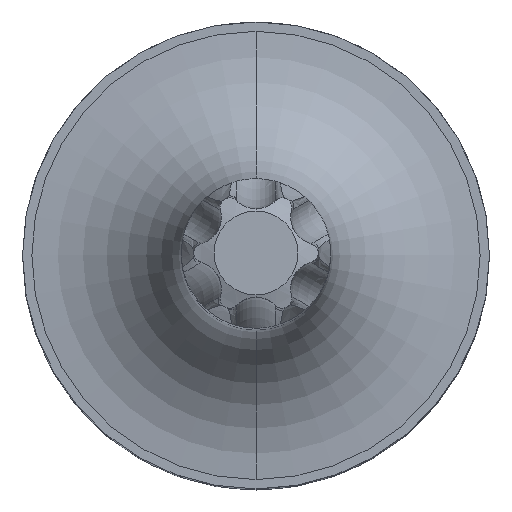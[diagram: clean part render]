
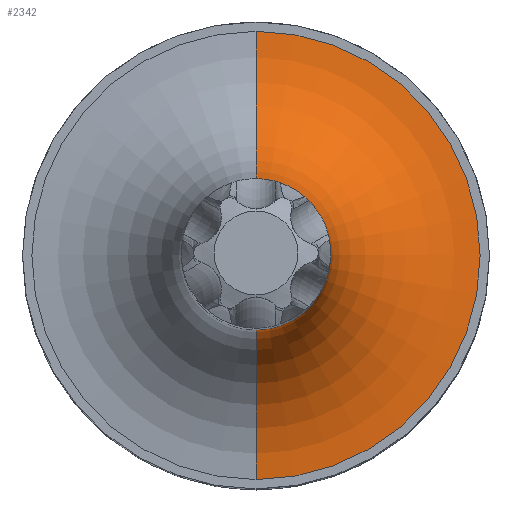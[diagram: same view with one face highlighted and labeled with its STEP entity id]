
A CAD part, top view. The second image highlights one B-rep face of the part: STEP entity #2342.
In plain terms, the highlighted toroidal (fillet/blend) face has major radius 12 mm and minor radius 8 mm.
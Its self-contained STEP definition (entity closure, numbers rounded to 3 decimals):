
#612=CARTESIAN_POINT('',(0.,0.,25.));
#613=DIRECTION('',(0.,0.,-1.));
#614=DIRECTION('',(0.,1.,0.));
#615=AXIS2_PLACEMENT_3D('',#612,#613,#614);
#617=CARTESIAN_POINT('',(0.,0.,33.));
#618=DIRECTION('',(0.,0.,1.));
#619=DIRECTION('',(0.,-1.,0.));
#620=AXIS2_PLACEMENT_3D('',#617,#618,#619);
#847=CARTESIAN_POINT('',(0.,-12.,33.));
#848=DIRECTION('',(1.,0.,0.));
#849=DIRECTION('',(0.,0.,-1.));
#850=AXIS2_PLACEMENT_3D('',#847,#848,#849);
#857=CARTESIAN_POINT('',(0.,12.,33.));
#858=DIRECTION('',(-1.,0.,0.));
#859=DIRECTION('',(0.,0.,-1.));
#860=AXIS2_PLACEMENT_3D('',#857,#858,#859);
#1782=CARTESIAN_POINT('',(0.,12.,25.));
#1783=CARTESIAN_POINT('',(0.,-12.,25.));
#1784=VERTEX_POINT('',#1782);
#1785=VERTEX_POINT('',#1783);
#1794=CARTESIAN_POINT('',(0.,4.,33.));
#1795=CARTESIAN_POINT('',(0.,-4.,33.));
#1796=VERTEX_POINT('',#1794);
#1797=VERTEX_POINT('',#1795);
#2328=CARTESIAN_POINT('',(0.,0.,33.));
#2329=DIRECTION('',(0.,0.,-1.));
#2330=DIRECTION('',(0.,-1.,0.));
#2331=AXIS2_PLACEMENT_3D('',#2328,#2329,#2330);
#2332=TOROIDAL_SURFACE('',#2331,12.,8.);
#2334=ORIENTED_EDGE('',*,*,#2333,.T.);
#2336=ORIENTED_EDGE('',*,*,#2335,.F.);
#2337=ORIENTED_EDGE('',*,*,#2321,.T.);
#2339=ORIENTED_EDGE('',*,*,#2338,.T.);
#2340=EDGE_LOOP('',(#2334,#2336,#2337,#2339));
#2341=FACE_OUTER_BOUND('',#2340,.F.);
#2342=ADVANCED_FACE('',(#2341),#2332,.F.);
#616=CIRCLE('',#615,12.);
#621=CIRCLE('',#620,4.);
#851=CIRCLE('',#850,8.);
#861=CIRCLE('',#860,8.);
#2321=EDGE_CURVE('',#1784,#1785,#616,.T.);
#2333=EDGE_CURVE('',#1797,#1796,#621,.T.);
#2335=EDGE_CURVE('',#1784,#1796,#861,.T.);
#2338=EDGE_CURVE('',#1785,#1797,#851,.T.);
